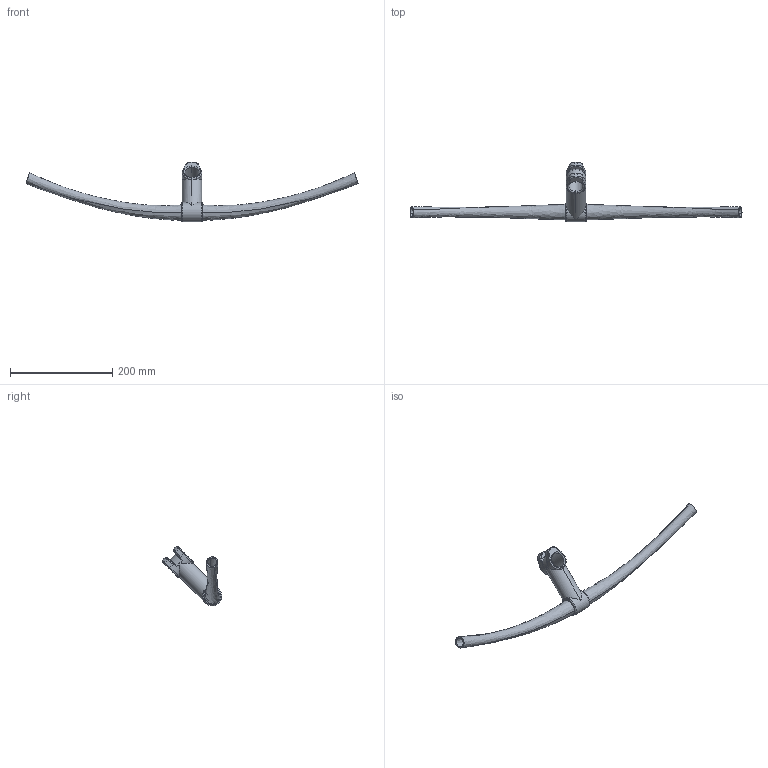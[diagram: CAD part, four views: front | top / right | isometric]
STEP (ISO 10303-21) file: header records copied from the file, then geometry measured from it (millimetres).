
FILE_DESCRIPTION (( 'STEP AP203' ), '1' );
FILE_NAME ('Handle bar_Default_sldprt.STEP', '2022-09-02T14:24:11', ( '' ), ( '' ), 'SwSTEP 2.0', 'SolidWorks 2021', '' );
FILE_SCHEMA (( 'CONFIG_CONTROL_DESIGN' ));
Length unit declared in the file: millimetre
Products named in the file (1): Handle bar_Default_sldprt
Bounding box: 650.73 x 116.98 x 116.98 mm (x, y, z)
Volume: 235815.8 mm3; surface area: 101483.4 mm2
Topology: 1 solids, 1 shells, 88 faces, 200 edges, 118 vertices
Faces by surface type: cylinder 31, torus 25, plane 18, bspline 14
Entity records: 11410 total; most frequent: CARTESIAN_POINT 9465, ORIENTED_EDGE 400, DIRECTION 383, EDGE_CURVE 200, AXIS2_PLACEMENT_3D 166, VERTEX_POINT 118, EDGE_LOOP 94, CIRCLE 91
